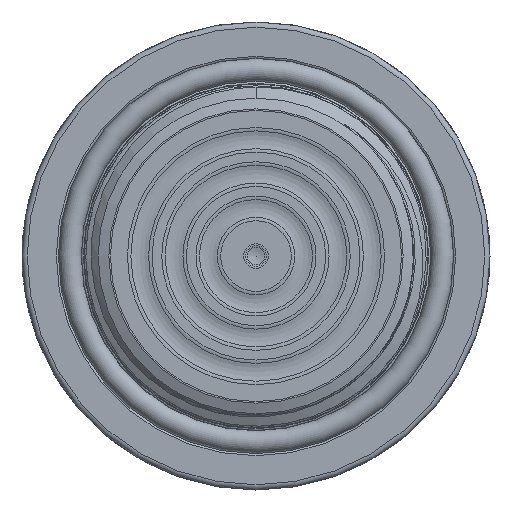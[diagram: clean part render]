
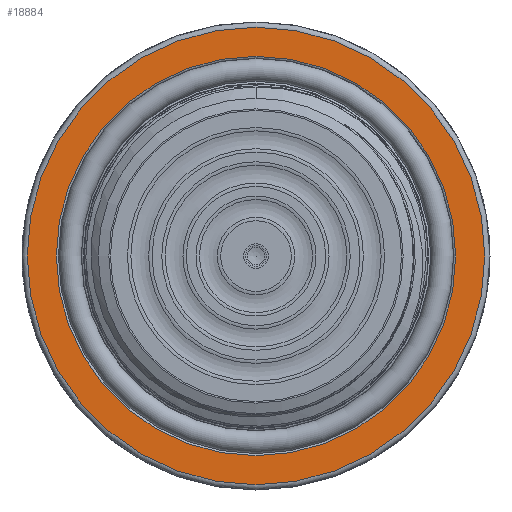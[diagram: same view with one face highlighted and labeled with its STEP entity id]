
A CAD part, left-side view. The second image highlights one B-rep face of the part: STEP entity #18884.
In plain terms, the highlighted planar face has unit normal (-1, 0, 0).
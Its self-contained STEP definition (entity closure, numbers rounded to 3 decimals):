
#1000=PLANE('',#19889);
#1076=FACE_BOUND('',#3289,.T.);
#2171=FACE_OUTER_BOUND('',#3288,.T.);
#3288=EDGE_LOOP('',(#17649));
#3289=EDGE_LOOP('',(#17650));
#3674=CIRCLE('',#19887,19.2);
#3676=CIRCLE('',#19890,22.);
#9047=VERTEX_POINT('',#66044);
#9048=VERTEX_POINT('',#66048);
#11917=EDGE_CURVE('',#9047,#9047,#3674,.T.);
#11919=EDGE_CURVE('',#9048,#9048,#3676,.T.);
#17649=ORIENTED_EDGE('',*,*,#11919,.F.);
#17650=ORIENTED_EDGE('',*,*,#11917,.T.);
#18884=ADVANCED_FACE('',(#2171,#1076),#1000,.T.);
#19887=AXIS2_PLACEMENT_3D('',#66045,#22771,#22772);
#19889=AXIS2_PLACEMENT_3D('',#66047,#22775,#22776);
#19890=AXIS2_PLACEMENT_3D('',#66049,#22777,#22778);
#22771=DIRECTION('center_axis',(1.,0.,0.));
#22772=DIRECTION('ref_axis',(0.,-1.,0.));
#22775=DIRECTION('center_axis',(-1.,0.,0.));
#22776=DIRECTION('ref_axis',(0.,1.,0.));
#22777=DIRECTION('center_axis',(1.,0.,0.));
#22778=DIRECTION('ref_axis',(0.,-1.,0.));
#66044=CARTESIAN_POINT('',(19.,19.2,0.));
#66045=CARTESIAN_POINT('Origin',(19.,0.,0.));
#66047=CARTESIAN_POINT('Origin',(19.,0.,-22.));
#66048=CARTESIAN_POINT('',(19.,0.,22.));
#66049=CARTESIAN_POINT('Origin',(19.,0.,0.));
